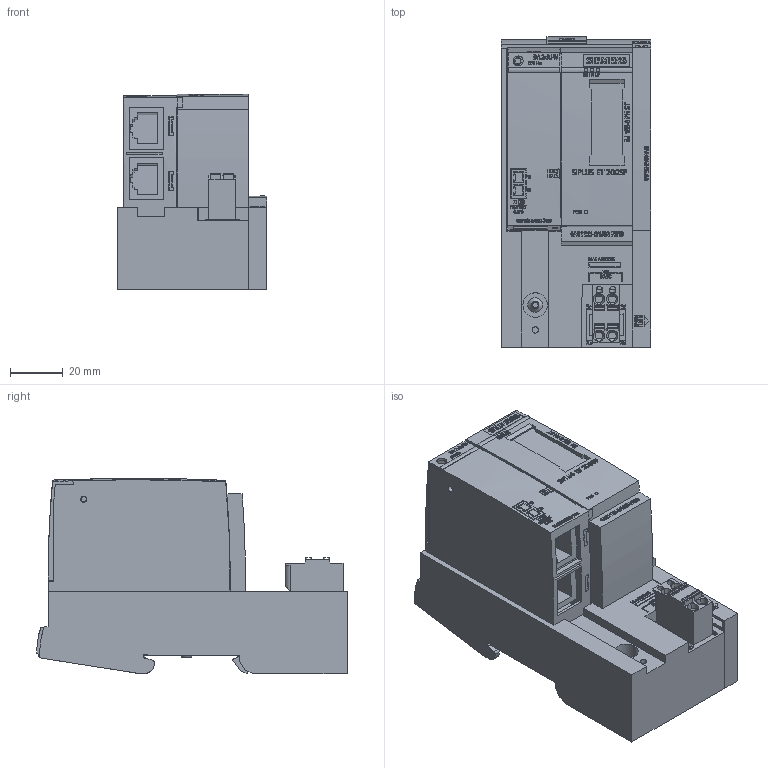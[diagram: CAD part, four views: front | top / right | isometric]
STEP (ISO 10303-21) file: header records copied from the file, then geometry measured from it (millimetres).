
FILE_DESCRIPTION(/* description */ (''),/* implementation_level */ '2;1');
FILE_NAME(/* name */ '6AG1155-6AA02-7BN0_3d.stp',/* time_stamp */ '2025-01-06T05:55:20+01:00',/* author */ (''),/* organization */ (''),/* preprocessor_version */ 'ST-DEVELOPER v18.102',/* originating_system */ 'SIEMENS PLM Software NX 2023',/* authorisation */ '');
FILE_SCHEMA (('AUTOMOTIVE_DESIGN { 1 0 10303 214 3 1 1 1 }'));
Products named in the file (10): A5E54280758A_RS-AA_001_2-labeling; A5E30906066A_RS-AA_002_2-box; A5E54280792A_RS-AA_001_2-labeling; A5E30911135A_RS-AA_002_1-box; A5E30584982A_RS-AA_004_1-powersupply-connector; A5E54244203A_RS-AA_001_2-labeling; A5E49455223A_RS-AA_002_1-box; A5E54280757A_RS-AA_001_2-CAx_6AG11936AR007AA0; A5E54280800A_RS-AA_001_2-CAx_6AG11936PA007AA0; A5E54251495A_RS-AA_001_3-CAx_6AG11556AA027BN0
Assembly tree (9 placements, depth 3):
  A5E54251495A_RS-AA_001_3-CAx_6AG11556AA027BN0
    A5E49455223A_RS-AA_002_1-box
    A5E54244203A_RS-AA_001_2-labeling
    A5E30584982A_RS-AA_004_1-powersupply-connector
    A5E54280800A_RS-AA_001_2-CAx_6AG11936PA007AA0
      A5E30911135A_RS-AA_002_1-box
      A5E54280792A_RS-AA_001_2-labeling
    A5E54280757A_RS-AA_001_2-CAx_6AG11936AR007AA0
      A5E30906066A_RS-AA_002_2-box
      A5E54280758A_RS-AA_001_2-labeling
Bounding box: 57.1 x 118.24 x 74.54 mm (x, y, z)
Volume: 287367.7 mm3; surface area: 93789.9 mm2
Topology: 209 solids, 209 shells, 5557 faces, 13814 edges, 8962 vertices
Faces by surface type: plane 4316, extrusion 799, cylinder 400, bspline 26, cone 15, torus 1
Full cylindrical faces by diameter (mm): 1.4 x2, 1.918 x1, 2.4 x3, 2.8 x2, 2.958 x2, 3 x1, 3.491 x1, 3.5 x6, 4 x3, 4.3 x3, 4.5 x2, 5 x1, 5.1 x6, 5.6 x1, 6 x2, 8.1 x1, 9.301 x1
Entity records: 219022 total; most frequent: CARTESIAN_POINT 59359, ORIENTED_EDGE 27428, DIRECTION 23187, EDGE_CURVE 13714, VECTOR 11077, LINE 10278, VERTEX_POINT 8936, EDGE_LOOP 6113
